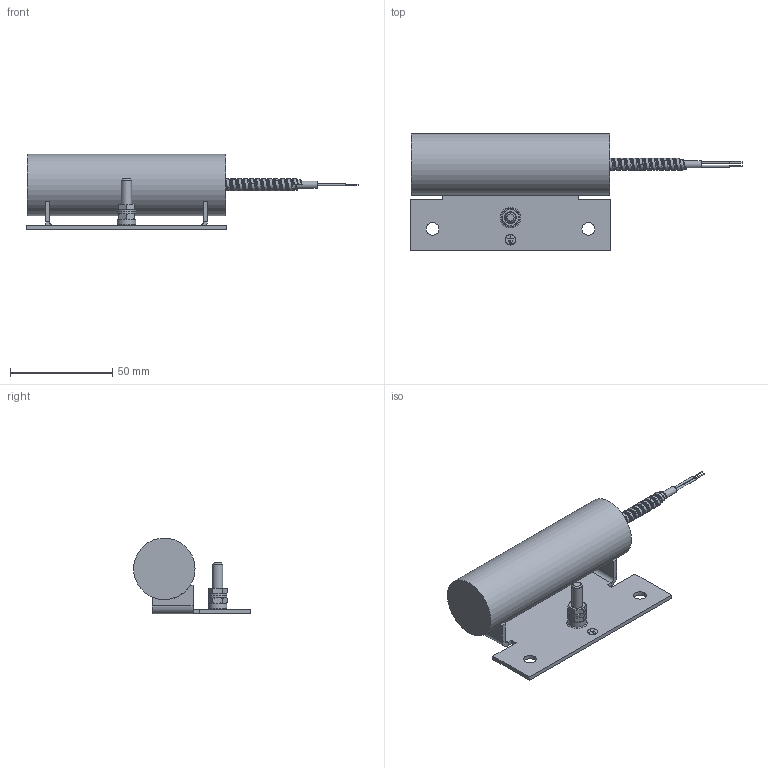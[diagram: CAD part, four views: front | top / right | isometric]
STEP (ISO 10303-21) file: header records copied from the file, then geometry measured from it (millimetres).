
FILE_DESCRIPTION(('STEP AP242'), '1');
FILE_NAME('Åõ ÄÂÃ 102 , ôðîíòàëüíûé, òèïîâîé ðàçìåð, ñ ïîñòîÿííî ïðèñîåäèíåííûì êàáåëåì', '', ('UNSPECIFIED'), ('UNSPECIFIED'), 'C3D Converter', 'C3D Toolkit', '');
FILE_SCHEMA(('AP242_MANAGED_MODEL_BASED_3D_ENGINEERING_MIM_LF { 1 0 10303 442 1 1 4 }'));
Length unit declared in the file: millimetre
Products named in the file (12): ПАШК.685181.114; ПАШК.745312.114; ПАШК.715631.114; ПАШК.758491.114; ПАШК.714341.114; ПАШК.713141.114; -02; ПАШК.757455.008-01; ПАШК.723441.008-02
Assembly tree (13 placements, depth 3):
  ПАШК.685181.114
    ПАШК.745312.114
    ПАШК.715631.114
    ПАШК.758491.114
    ПАШК.714341.114
    ПАШК.713141.114
    (unnamed)
    (unnamed)  x2
    (unnamed)  x2
    -02
      ПАШК.757455.008-01
      ПАШК.723441.008-02
Bounding box: 162 x 57 x 37 mm (x, y, z)
Volume: 56921.9 mm3; surface area: 37655.3 mm2
Topology: 19 solids, 19 shells, 421 faces, 1086 edges, 711 vertices
Faces by surface type: cylinder 259, plane 117, cone 32, bspline 10, torus 3
Full cylindrical faces by diameter (mm): 0.5 x2, 1 x2, 3.5 x1, 4.134 x2, 4.8 x1, 5 x2, 5.2 x1, 5.3 x2, 6.2 x2, 9 x3, 9.2 x1, 16 x2, 18 x1, 19 x1, 22 x3, 23.376 x2, 30 x1
Entity records: 79293 total; most frequent: CARTESIAN_POINT 67750, ORIENTED_EDGE 1988, DIRECTION 1829, EDGE_CURVE 994, AXIS2_PLACEMENT_3D 701, VERTEX_POINT 674, B_SPLINE_CURVE_WITH_KNOTS 476, EDGE_LOOP 452
